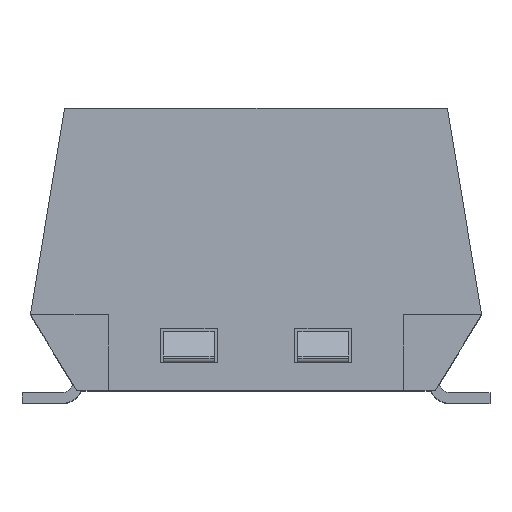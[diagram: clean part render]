
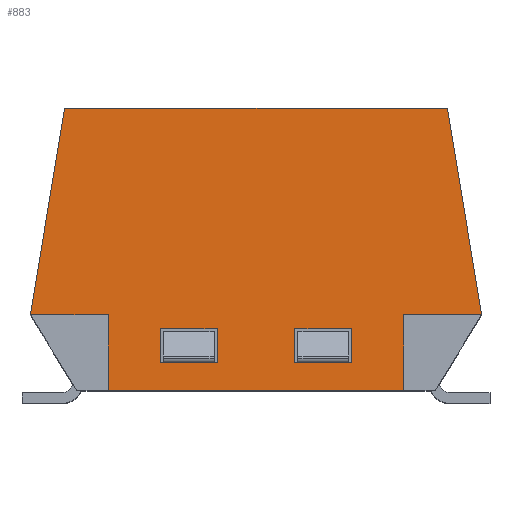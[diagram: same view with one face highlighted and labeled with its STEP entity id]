
A CAD part, top view. The second image highlights one B-rep face of the part: STEP entity #883.
In plain terms, the highlighted planar face has unit normal (0, 0.03, 1).
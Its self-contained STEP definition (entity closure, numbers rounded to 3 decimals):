
#160 = CARTESIAN_POINT ( 'NONE',  ( 3.5, 0.3, 6.375 ) ) ;
#192 = CARTESIAN_POINT ( 'NONE',  ( 0., 0.96, 6.355 ) ) ;
#457 = DIRECTION ( 'NONE',  ( 1., 0., 0. ) ) ;
#549 = ORIENTED_EDGE ( 'NONE', *, *, #1047, .T. ) ;
#592 = CARTESIAN_POINT ( 'NONE',  ( 0., 0.3, 6.375 ) ) ;
#688 = VECTOR ( 'NONE', #2577, 1000. ) ;
#700 = LINE ( 'NONE', #192, #2756 ) ;
#753 = VECTOR ( 'NONE', #7054, 1000. ) ;
#804 = CARTESIAN_POINT ( 'NONE',  ( 0., 1.77, 6.331 ) ) ;
#849 = CARTESIAN_POINT ( 'NONE',  ( -0.92, 0.3, 6.375 ) ) ;
#883 = ADVANCED_FACE ( 'NONE', ( #6277, #4893, #6771 ), #7865, .T. ) ;
#923 = DIRECTION ( 'NONE',  ( 0., 0.03, 1. ) ) ;
#955 = LINE ( 'NONE', #849, #2225 ) ;
#1047 = EDGE_CURVE ( 'NONE', #3268, #6569, #1649, .T. ) ;
#1091 = LINE ( 'NONE', #5548, #7796 ) ;
#1183 = EDGE_CURVE ( 'NONE', #5596, #3893, #3612, .T. ) ;
#1271 = LINE ( 'NONE', #3996, #3244 ) ;
#1283 = CARTESIAN_POINT ( 'NONE',  ( -0.92, 0.96, 6.355 ) ) ;
#1407 = CARTESIAN_POINT ( 'NONE',  ( 0., 1.77, 6.331 ) ) ;
#1424 = ORIENTED_EDGE ( 'NONE', *, *, #6139, .T. ) ;
#1438 = CARTESIAN_POINT ( 'NONE',  ( -4.542, 7., 6.174 ) ) ;
#1519 = DIRECTION ( 'NONE',  ( 0., 1., -0.03 ) ) ;
#1536 = EDGE_CURVE ( 'NONE', #5596, #3268, #4555, .T. ) ;
#1566 = EDGE_CURVE ( 'NONE', #2896, #2701, #6233, .T. ) ;
#1570 = VERTEX_POINT ( 'NONE', #160 ) ;
#1643 = VECTOR ( 'NONE', #5565, 1000. ) ;
#1649 = LINE ( 'NONE', #2961, #7365 ) ;
#1840 = DIRECTION ( 'NONE',  ( 0., 1., -0.03 ) ) ;
#1906 = VERTEX_POINT ( 'NONE', #1283 ) ;
#1989 = EDGE_CURVE ( 'NONE', #1994, #4941, #7815, .T. ) ;
#1994 = VERTEX_POINT ( 'NONE', #6265 ) ;
#2028 = EDGE_CURVE ( 'NONE', #7763, #1570, #6132, .T. ) ;
#2035 = DIRECTION ( 'NONE',  ( 0., 1., -0.03 ) ) ;
#2198 = CARTESIAN_POINT ( 'NONE',  ( -3.5, 0.3, 6.375 ) ) ;
#2206 = VERTEX_POINT ( 'NONE', #6077 ) ;
#2223 = CARTESIAN_POINT ( 'NONE',  ( -5.35, 2.1, 6.321 ) ) ;
#2225 = VECTOR ( 'NONE', #5915, 1000. ) ;
#2355 = CARTESIAN_POINT ( 'NONE',  ( 3.5, 2.1, 6.321 ) ) ;
#2489 = ORIENTED_EDGE ( 'NONE', *, *, #4310, .T. ) ;
#2577 = DIRECTION ( 'NONE',  ( 1., 0., 0. ) ) ;
#2701 = VERTEX_POINT ( 'NONE', #7655 ) ;
#2716 = CARTESIAN_POINT ( 'NONE',  ( 0., 2.1, 6.321 ) ) ;
#2756 = VECTOR ( 'NONE', #7689, 1000. ) ;
#2896 = VERTEX_POINT ( 'NONE', #3623 ) ;
#2961 = CARTESIAN_POINT ( 'NONE',  ( 0., 2.1, 6.321 ) ) ;
#3053 = VERTEX_POINT ( 'NONE', #4407 ) ;
#3128 = DIRECTION ( 'NONE',  ( 1., 0., 0. ) ) ;
#3174 = ORIENTED_EDGE ( 'NONE', *, *, #7495, .T. ) ;
#3233 = DIRECTION ( 'NONE',  ( 1., 0., 0. ) ) ;
#3244 = VECTOR ( 'NONE', #1519, 1000. ) ;
#3268 = VERTEX_POINT ( 'NONE', #2223 ) ;
#3377 = LINE ( 'NONE', #2716, #6029 ) ;
#3457 = CARTESIAN_POINT ( 'NONE',  ( 0., 0.3, 6.375 ) ) ;
#3506 = DIRECTION ( 'NONE',  ( 0., -1., 0.03 ) ) ;
#3529 = CARTESIAN_POINT ( 'NONE',  ( 2.27, 0.96, 6.355 ) ) ;
#3612 = LINE ( 'NONE', #6794, #1643 ) ;
#3623 = CARTESIAN_POINT ( 'NONE',  ( -2.27, 1.77, 6.331 ) ) ;
#3671 = LINE ( 'NONE', #804, #4957 ) ;
#3812 = EDGE_CURVE ( 'NONE', #3053, #3893, #5286, .T. ) ;
#3842 = VERTEX_POINT ( 'NONE', #4002 ) ;
#3882 = EDGE_CURVE ( 'NONE', #6350, #3053, #3377, .T. ) ;
#3893 = VERTEX_POINT ( 'NONE', #7184 ) ;
#3931 = EDGE_CURVE ( 'NONE', #2701, #1906, #955, .T. ) ;
#3950 = ORIENTED_EDGE ( 'NONE', *, *, #1183, .F. ) ;
#3951 = CARTESIAN_POINT ( 'NONE',  ( -2.27, 0.96, 6.355 ) ) ;
#3967 = ORIENTED_EDGE ( 'NONE', *, *, #3882, .T. ) ;
#3996 = CARTESIAN_POINT ( 'NONE',  ( 0.92, 0.3, 6.375 ) ) ;
#4002 = CARTESIAN_POINT ( 'NONE',  ( 0.92, 0.96, 6.355 ) ) ;
#4014 = CARTESIAN_POINT ( 'NONE',  ( -3.5, 2.1, 6.321 ) ) ;
#4126 = ORIENTED_EDGE ( 'NONE', *, *, #4848, .T. ) ;
#4160 = VECTOR ( 'NONE', #8154, 1000. ) ;
#4287 = ORIENTED_EDGE ( 'NONE', *, *, #5931, .T. ) ;
#4310 = EDGE_CURVE ( 'NONE', #3842, #2206, #1271, .T. ) ;
#4407 = CARTESIAN_POINT ( 'NONE',  ( 5.35, 2.1, 6.321 ) ) ;
#4424 = CARTESIAN_POINT ( 'NONE',  ( 5.35, 2.1, 6.321 ) ) ;
#4459 = VECTOR ( 'NONE', #3128, 1000. ) ;
#4543 = CARTESIAN_POINT ( 'NONE',  ( -2.27, 0.3, 6.375 ) ) ;
#4555 = LINE ( 'NONE', #1438, #5059 ) ;
#4672 = ORIENTED_EDGE ( 'NONE', *, *, #6094, .T. ) ;
#4676 = DIRECTION ( 'NONE',  ( 0., 1., -0.03 ) ) ;
#4848 = EDGE_CURVE ( 'NONE', #6569, #7763, #6680, .T. ) ;
#4893 = FACE_BOUND ( 'NONE', #6537, .T. ) ;
#4941 = VERTEX_POINT ( 'NONE', #3529 ) ;
#4957 = VECTOR ( 'NONE', #3233, 1000. ) ;
#5019 = VECTOR ( 'NONE', #3506, 1000. ) ;
#5059 = VECTOR ( 'NONE', #5835, 1000. ) ;
#5269 = EDGE_CURVE ( 'NONE', #2206, #1994, #3671, .T. ) ;
#5286 = LINE ( 'NONE', #4424, #753 ) ;
#5325 = ORIENTED_EDGE ( 'NONE', *, *, #3931, .T. ) ;
#5548 = CARTESIAN_POINT ( 'NONE',  ( 0., 0.96, 6.355 ) ) ;
#5565 = DIRECTION ( 'NONE',  ( 1., 0., 0. ) ) ;
#5596 = VERTEX_POINT ( 'NONE', #7559 ) ;
#5681 = AXIS2_PLACEMENT_3D ( 'NONE', #3457, #923, #4676 ) ;
#5817 = DIRECTION ( 'NONE',  ( 1., 0., 0. ) ) ;
#5835 = DIRECTION ( 'NONE',  ( -0.163, -0.986, 0.03 ) ) ;
#5912 = VECTOR ( 'NONE', #2035, 1000. ) ;
#5915 = DIRECTION ( 'NONE',  ( 0., -1., 0.03 ) ) ;
#5931 = EDGE_CURVE ( 'NONE', #4941, #3842, #1091, .T. ) ;
#6029 = VECTOR ( 'NONE', #5817, 1000. ) ;
#6077 = CARTESIAN_POINT ( 'NONE',  ( 0.92, 1.77, 6.331 ) ) ;
#6094 = EDGE_CURVE ( 'NONE', #1906, #7219, #700, .T. ) ;
#6132 = LINE ( 'NONE', #592, #4459 ) ;
#6139 = EDGE_CURVE ( 'NONE', #7219, #2896, #6997, .T. ) ;
#6233 = LINE ( 'NONE', #1407, #688 ) ;
#6238 = CARTESIAN_POINT ( 'NONE',  ( 2.27, 0.3, 6.375 ) ) ;
#6265 = CARTESIAN_POINT ( 'NONE',  ( 2.27, 1.77, 6.331 ) ) ;
#6277 = FACE_BOUND ( 'NONE', #8098, .T. ) ;
#6350 = VERTEX_POINT ( 'NONE', #2355 ) ;
#6537 = EDGE_LOOP ( 'NONE', ( #7652, #7119, #4287, #2489 ) ) ;
#6569 = VERTEX_POINT ( 'NONE', #4014 ) ;
#6634 = ORIENTED_EDGE ( 'NONE', *, *, #1566, .T. ) ;
#6680 = LINE ( 'NONE', #7275, #5019 ) ;
#6771 = FACE_OUTER_BOUND ( 'NONE', #7708, .T. ) ;
#6794 = CARTESIAN_POINT ( 'NONE',  ( 0., 7., 6.174 ) ) ;
#6810 = DIRECTION ( 'NONE',  ( -1., 0., 0. ) ) ;
#6850 = ORIENTED_EDGE ( 'NONE', *, *, #3812, .T. ) ;
#6933 = CARTESIAN_POINT ( 'NONE',  ( 3.5, 0.3, 6.375 ) ) ;
#6997 = LINE ( 'NONE', #4543, #5912 ) ;
#7054 = DIRECTION ( 'NONE',  ( -0.163, 0.986, -0.03 ) ) ;
#7119 = ORIENTED_EDGE ( 'NONE', *, *, #1989, .T. ) ;
#7125 = VECTOR ( 'NONE', #1840, 1000. ) ;
#7184 = CARTESIAN_POINT ( 'NONE',  ( 4.542, 7., 6.174 ) ) ;
#7219 = VERTEX_POINT ( 'NONE', #3951 ) ;
#7275 = CARTESIAN_POINT ( 'NONE',  ( -3.5, 0.3, 6.375 ) ) ;
#7365 = VECTOR ( 'NONE', #457, 1000. ) ;
#7495 = EDGE_CURVE ( 'NONE', #1570, #6350, #8027, .T. ) ;
#7559 = CARTESIAN_POINT ( 'NONE',  ( -4.542, 7., 6.174 ) ) ;
#7652 = ORIENTED_EDGE ( 'NONE', *, *, #5269, .T. ) ;
#7655 = CARTESIAN_POINT ( 'NONE',  ( -0.92, 1.77, 6.331 ) ) ;
#7689 = DIRECTION ( 'NONE',  ( -1., 0., 0. ) ) ;
#7708 = EDGE_LOOP ( 'NONE', ( #4126, #8156, #3174, #3967, #6850, #3950, #8112, #549 ) ) ;
#7763 = VERTEX_POINT ( 'NONE', #2198 ) ;
#7796 = VECTOR ( 'NONE', #6810, 1000. ) ;
#7815 = LINE ( 'NONE', #6238, #4160 ) ;
#7865 = PLANE ( 'NONE',  #5681 ) ;
#8027 = LINE ( 'NONE', #6933, #7125 ) ;
#8098 = EDGE_LOOP ( 'NONE', ( #4672, #1424, #6634, #5325 ) ) ;
#8112 = ORIENTED_EDGE ( 'NONE', *, *, #1536, .T. ) ;
#8154 = DIRECTION ( 'NONE',  ( 0., -1., 0.03 ) ) ;
#8156 = ORIENTED_EDGE ( 'NONE', *, *, #2028, .T. ) ;
